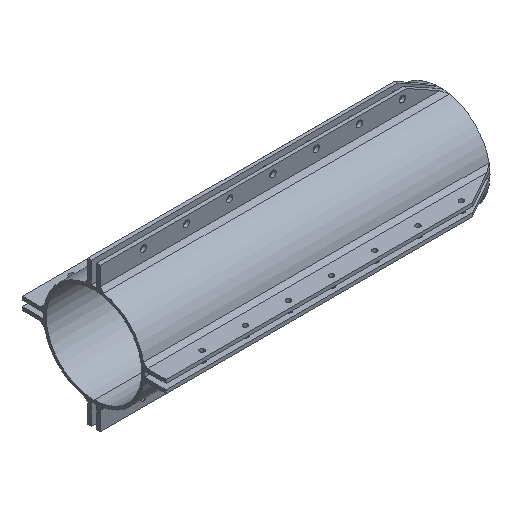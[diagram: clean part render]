
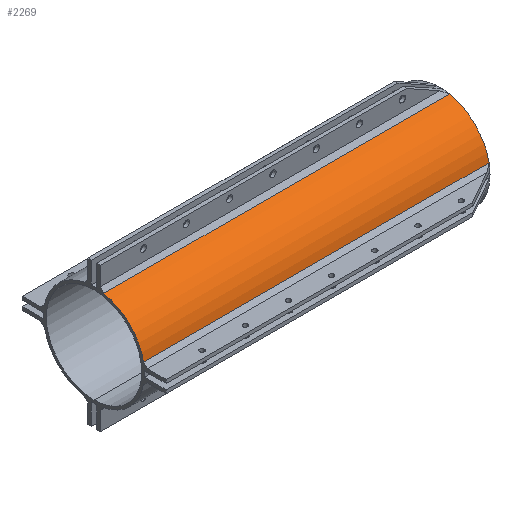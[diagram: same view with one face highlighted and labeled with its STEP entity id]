
A CAD part, isometric view. The second image highlights one B-rep face of the part: STEP entity #2269.
In plain terms, the highlighted cylindrical face has radius 29.678 mm (diameter 59.356 mm), a partial arc.
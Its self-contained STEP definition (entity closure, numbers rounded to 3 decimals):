
#1587=CARTESIAN_POINT('Vertex',(0.,-5.767,29.112)) ;
#1613=CARTESIAN_POINT('Vertex',(0.,-29.112,5.767)) ;
#1672=CARTESIAN_POINT('Line Origine',(-101.6,-29.112,5.767)) ;
#1676=CARTESIAN_POINT('Vertex',(-203.2,-29.112,5.767)) ;
#2225=CARTESIAN_POINT('Axis2P3D Location',(-101.6,0.,0.)) ;
#2230=CARTESIAN_POINT('Axis2P3D Location',(0.,0.,0.)) ;
#2234=CARTESIAN_POINT('Vertex',(0.,-20.985,20.985)) ;
#2237=CARTESIAN_POINT('Line Origine',(-101.6,-5.767,29.112)) ;
#2241=CARTESIAN_POINT('Vertex',(-203.2,-5.767,29.112)) ;
#2244=CARTESIAN_POINT('Axis2P3D Location',(-203.2,0.,0.)) ;
#2248=CARTESIAN_POINT('Vertex',(-203.2,-20.985,20.985)) ;
#2251=CARTESIAN_POINT('Axis2P3D Location',(-203.2,0.,0.)) ;
#2256=CARTESIAN_POINT('Axis2P3D Location',(0.,0.,0.)) ;
#1674=VECTOR('Line Direction',#1673,1.) ;
#2239=VECTOR('Line Direction',#2238,1.) ;
#1673=DIRECTION('Vector Direction',(-1.,0.,0.)) ;
#2226=DIRECTION('Axis2P3D Direction',(1.,0.,-0.)) ;
#2227=DIRECTION('Axis2P3D XDirection',(0.,-0.707,0.707)) ;
#2231=DIRECTION('Axis2P3D Direction',(1.,0.,-0.)) ;
#2238=DIRECTION('Vector Direction',(1.,0.,0.)) ;
#2245=DIRECTION('Axis2P3D Direction',(1.,0.,-0.)) ;
#2252=DIRECTION('Axis2P3D Direction',(1.,0.,-0.)) ;
#2257=DIRECTION('Axis2P3D Direction',(1.,0.,-0.)) ;
#2228=AXIS2_PLACEMENT_3D('Cylinder Axis2P3D',#2225,#2226,#2227) ;
#2232=AXIS2_PLACEMENT_3D('Circle Axis2P3D',#2230,#2231,$) ;
#2246=AXIS2_PLACEMENT_3D('Circle Axis2P3D',#2244,#2245,$) ;
#2253=AXIS2_PLACEMENT_3D('Circle Axis2P3D',#2251,#2252,$) ;
#2258=AXIS2_PLACEMENT_3D('Circle Axis2P3D',#2256,#2257,$) ;
#1675=LINE('Line',#1672,#1674) ;
#2240=LINE('Line',#2237,#2239) ;
#2233=CIRCLE('generated circle',#2232,29.678) ;
#2247=CIRCLE('generated circle',#2246,29.678) ;
#2254=CIRCLE('generated circle',#2253,29.678) ;
#2259=CIRCLE('generated circle',#2258,29.678) ;
#2229=CYLINDRICAL_SURFACE('generated cylinder',#2228,29.678) ;
#1678=EDGE_CURVE('',#1614,#1677,#1675,.T.) ;
#2236=EDGE_CURVE('',#2235,#1588,#2233,.F.) ;
#2243=EDGE_CURVE('',#1588,#2242,#2240,.F.) ;
#2250=EDGE_CURVE('',#2249,#2242,#2247,.F.) ;
#2255=EDGE_CURVE('',#2249,#1677,#2254,.T.) ;
#2260=EDGE_CURVE('',#2235,#1614,#2259,.T.) ;
#2262=ORIENTED_EDGE('',*,*,#2236,.T.) ;
#2263=ORIENTED_EDGE('',*,*,#2243,.T.) ;
#2264=ORIENTED_EDGE('',*,*,#2250,.F.) ;
#2265=ORIENTED_EDGE('',*,*,#2255,.T.) ;
#2266=ORIENTED_EDGE('',*,*,#1678,.F.) ;
#2267=ORIENTED_EDGE('',*,*,#2260,.F.) ;
#2261=EDGE_LOOP('',(#2262,#2263,#2264,#2265,#2266,#2267)) ;
#1588=VERTEX_POINT('',#1587) ;
#1614=VERTEX_POINT('',#1613) ;
#1677=VERTEX_POINT('',#1676) ;
#2235=VERTEX_POINT('',#2234) ;
#2242=VERTEX_POINT('',#2241) ;
#2249=VERTEX_POINT('',#2248) ;
#2269=ADVANCED_FACE('PartBody',(#2268),#2229,.T.) ;
#2268=FACE_OUTER_BOUND('',#2261,.T.) ;
